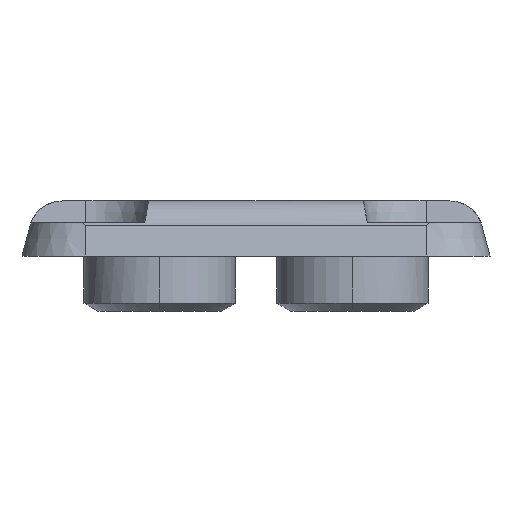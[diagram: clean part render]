
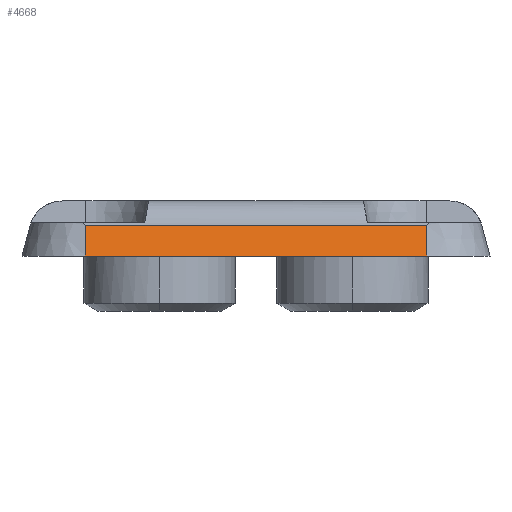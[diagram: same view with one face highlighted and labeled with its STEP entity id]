
A CAD part, left-side view. The second image highlights one B-rep face of the part: STEP entity #4668.
In plain terms, the highlighted planar face has unit normal (-0.966, 0, 0.259).
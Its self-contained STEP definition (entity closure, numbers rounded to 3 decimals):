
#66 = DIRECTION ( 'NONE',  ( 0., -1., 0. ) ) ;
#145 = ORIENTED_EDGE ( 'NONE', *, *, #2200, .T. ) ;
#188 = VECTOR ( 'NONE', #2106, 1000. ) ;
#481 = LINE ( 'NONE', #2034, #188 ) ;
#527 = ORIENTED_EDGE ( 'NONE', *, *, #4705, .T. ) ;
#797 = VECTOR ( 'NONE', #66, 1000. ) ;
#825 = DIRECTION ( 'NONE',  ( 0.259, 0., 0.966 ) ) ;
#887 = CARTESIAN_POINT ( 'NONE',  ( -108., -31., 0. ) ) ;
#1128 = AXIS2_PLACEMENT_3D ( 'NONE', #2724, #3093, #825 ) ;
#1210 = VERTEX_POINT ( 'NONE', #2961 ) ;
#1459 = VECTOR ( 'NONE', #3193, 1000. ) ;
#1551 = CARTESIAN_POINT ( 'NONE',  ( -108., -31., 0. ) ) ;
#1807 = VERTEX_POINT ( 'NONE', #3994 ) ;
#1817 = LINE ( 'NONE', #1551, #797 ) ;
#2034 = CARTESIAN_POINT ( 'NONE',  ( -108., 31., 0. ) ) ;
#2106 = DIRECTION ( 'NONE',  ( -0.259, 0., -0.966 ) ) ;
#2200 = EDGE_CURVE ( 'NONE', #1807, #1210, #3905, .T. ) ;
#2244 = VERTEX_POINT ( 'NONE', #2782 ) ;
#2303 = CARTESIAN_POINT ( 'NONE',  ( -106.512, -31., 5.553 ) ) ;
#2334 = PLANE ( 'NONE',  #1128 ) ;
#2451 = FACE_OUTER_BOUND ( 'NONE', #4635, .T. ) ;
#2656 = VECTOR ( 'NONE', #3838, 1000. ) ;
#2724 = CARTESIAN_POINT ( 'NONE',  ( -108., -31., 0. ) ) ;
#2782 = CARTESIAN_POINT ( 'NONE',  ( -108., 31., 0. ) ) ;
#2862 = EDGE_CURVE ( 'NONE', #2244, #4159, #1817, .T. ) ;
#2956 = EDGE_CURVE ( 'NONE', #1807, #4159, #4607, .T. ) ;
#2961 = CARTESIAN_POINT ( 'NONE',  ( -106.512, 31., 5.553 ) ) ;
#3093 = DIRECTION ( 'NONE',  ( -0.966, 0., 0.259 ) ) ;
#3193 = DIRECTION ( 'NONE',  ( -0.259, 0., -0.966 ) ) ;
#3361 = ORIENTED_EDGE ( 'NONE', *, *, #2862, .T. ) ;
#3838 = DIRECTION ( 'NONE',  ( 0., 1., 0. ) ) ;
#3905 = LINE ( 'NONE', #2303, #2656 ) ;
#3994 = CARTESIAN_POINT ( 'NONE',  ( -106.512, -31., 5.553 ) ) ;
#4159 = VERTEX_POINT ( 'NONE', #887 ) ;
#4272 = CARTESIAN_POINT ( 'NONE',  ( -108., -31., 0. ) ) ;
#4356 = ORIENTED_EDGE ( 'NONE', *, *, #2956, .F. ) ;
#4607 = LINE ( 'NONE', #4272, #1459 ) ;
#4635 = EDGE_LOOP ( 'NONE', ( #4356, #145, #527, #3361 ) ) ;
#4668 = ADVANCED_FACE ( 'NONE', ( #2451 ), #2334, .T. ) ;
#4705 = EDGE_CURVE ( 'NONE', #1210, #2244, #481, .T. ) ;
